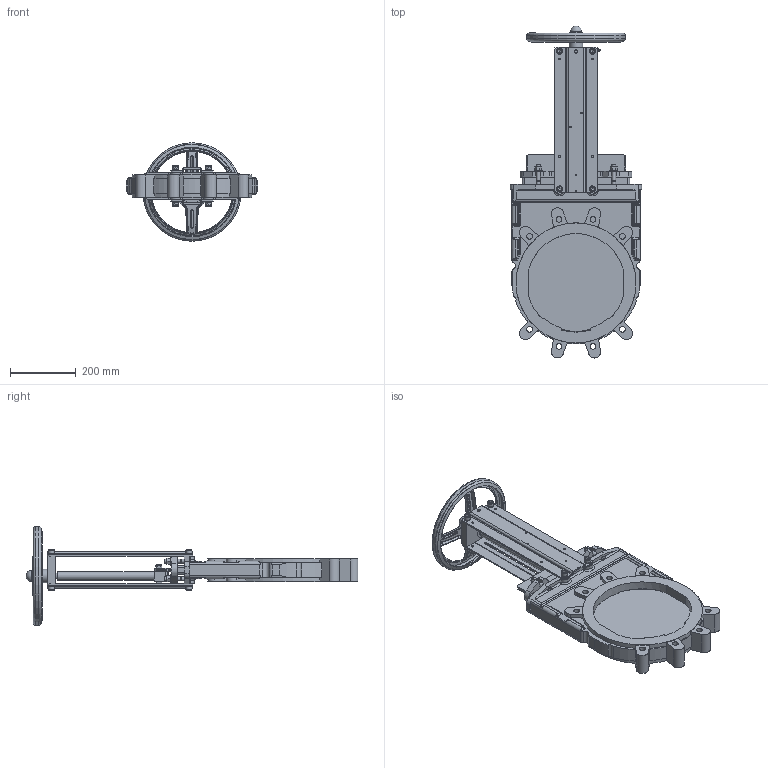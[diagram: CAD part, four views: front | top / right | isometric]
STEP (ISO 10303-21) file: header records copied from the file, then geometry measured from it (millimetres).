
FILE_DESCRIPTION(/* description */ ('178300'),/* implementation_level */ '2;1');
FILE_NAME(/* name */ '178300.stp',/* time_stamp */ '2019-02-18T11:43:27+01:00',/* author */ ('jmorand'),/* organization */ ('Sferaco'),/* preprocessor_version */ 'ST-DEVELOPER v17',/* originating_system */ 'Autodesk Inventor 2019',/* authorisation */ '');
FILE_SCHEMA (('AUTOMOTIVE_DESIGN { 1 0 10303 214 3 1 1 }'));
Products named in the file (1): 178300
Bounding box: 400 x 1010.59 x 300 mm (x, y, z)
Volume: 8975525.8 mm3; surface area: 1239761.9 mm2
Topology: 35 solids, 54 shells, 1946 faces, 5082 edges, 3283 vertices
Faces by surface type: plane 784, cylinder 399, bspline 386, cone 280, torus 67, sphere 30
Full cylindrical faces by diameter (mm): 3.5 x2, 4.2 x6, 5 x1, 6 x9, 7 x1, 8 x1, 8.5 x3, 10 x3, 10.2 x12, 11 x2, 12 x24, 12.2 x8, 13 x4, 14 x8, 16 x2, 17.5 x12, 18 x8, 18.4 x8, 19.5 x1, 24 x4, 25 x2, 34 x1, 36 x1, 42 x1, 296 x1, 300 x1, 365 x2
Entity records: 76528 total; most frequent: CARTESIAN_POINT 29813, ORIENTED_EDGE 10070, DIRECTION 8502, EDGE_CURVE 5035, VERTEX_POINT 3283, AXIS2_PLACEMENT_3D 3152, LINE 2198, VECTOR 2198
